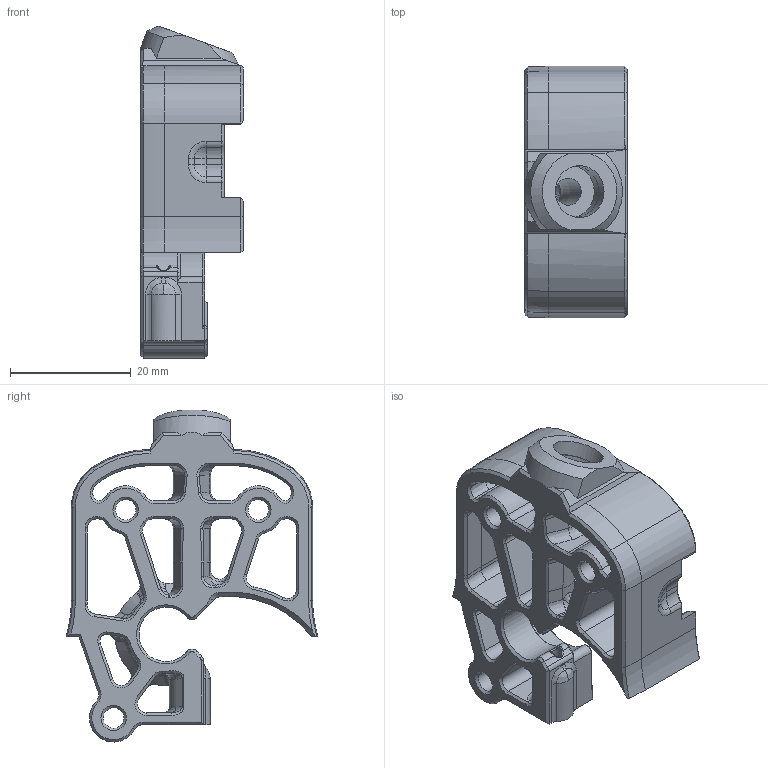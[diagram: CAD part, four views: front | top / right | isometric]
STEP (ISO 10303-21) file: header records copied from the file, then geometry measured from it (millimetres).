
FILE_DESCRIPTION(/* description */ (''),/* implementation_level */ '2;1');
FILE_NAME(/* name */ 'Mid_Body2 v8.step',/* time_stamp */ '2022-08-09T22:29:06+09:00',/* author */ (''),/* organization */ (''),/* preprocessor_version */ 'ST-DEVELOPER v19',/* originating_system */ 'Autodesk Translation Framework v11.7.0.108',/* authorisation */ '');
FILE_SCHEMA (('AUTOMOTIVE_DESIGN { 1 0 10303 214 3 1 1 }'));
Length unit declared in the file: millimetre
Products named in the file (1): Mid_Body2
Bounding box: 17.05 x 41.78 x 55.05 mm (x, y, z)
Volume: 9411.7 mm3; surface area: 8315.9 mm2
Topology: 1 solids, 1 shells, 585 faces, 1455 edges, 863 vertices
Faces by surface type: cone 180, plane 148, cylinder 132, bspline 96, torus 22, sphere 7
Full cylindrical faces by diameter (mm): 2 x2, 3.4 x3, 4.3 x1, 4.5 x1, 8.6 x1, 8.8 x1
Entity records: 24946 total; most frequent: CARTESIAN_POINT 11465, ORIENTED_EDGE 2906, DIRECTION 2773, EDGE_CURVE 1453, AXIS2_PLACEMENT_3D 1061, VERTEX_POINT 863, LINE 651, VECTOR 651
